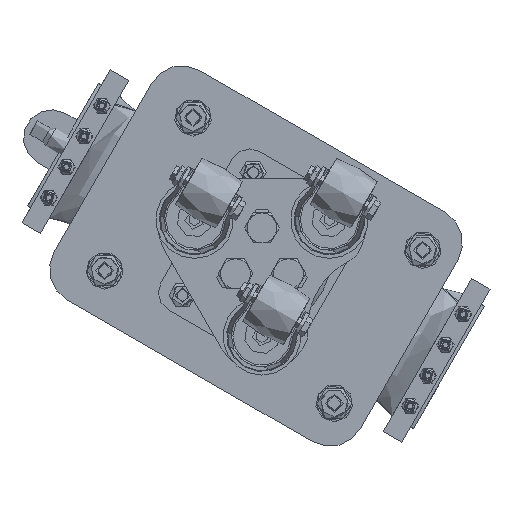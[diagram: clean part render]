
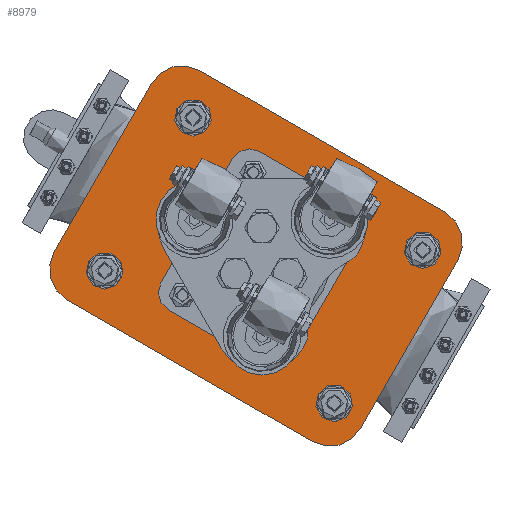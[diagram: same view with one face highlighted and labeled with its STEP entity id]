
A CAD part, front view. The second image highlights one B-rep face of the part: STEP entity #8979.
In plain terms, the highlighted face is planar.
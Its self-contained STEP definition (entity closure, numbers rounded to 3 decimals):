
#890=FACE_BOUND('',#2844,.T.);
#891=FACE_BOUND('',#2845,.T.);
#892=FACE_BOUND('',#2846,.T.);
#893=FACE_BOUND('',#2847,.T.);
#894=FACE_BOUND('',#2848,.T.);
#895=FACE_BOUND('',#2849,.T.);
#896=FACE_BOUND('',#2850,.T.);
#897=FACE_BOUND('',#2851,.T.);
#1356=CIRCLE('',#9893,5.5);
#1358=CIRCLE('',#9897,5.5);
#1360=CIRCLE('',#9901,5.5);
#1362=CIRCLE('',#9905,5.5);
#1363=CIRCLE('',#9907,20.);
#1364=CIRCLE('',#9910,20.);
#1365=CIRCLE('',#9911,20.);
#1366=CIRCLE('',#9912,20.);
#1367=CIRCLE('',#9913,10.5);
#1368=CIRCLE('',#9914,10.5);
#1369=CIRCLE('',#9915,10.5);
#1370=CIRCLE('',#9916,10.5);
#2059=FACE_OUTER_BOUND('',#2843,.T.);
#2843=EDGE_LOOP('',(#7365,#7366,#7367,#7368,#7369,#7370,#7371,#7372));
#2844=EDGE_LOOP('',(#7373));
#2845=EDGE_LOOP('',(#7374));
#2846=EDGE_LOOP('',(#7375));
#2847=EDGE_LOOP('',(#7376));
#2848=EDGE_LOOP('',(#7377));
#2849=EDGE_LOOP('',(#7378));
#2850=EDGE_LOOP('',(#7379));
#2851=EDGE_LOOP('',(#7380));
#3545=LINE('',#15076,#4003);
#3547=LINE('',#15080,#4005);
#3548=LINE('',#15084,#4006);
#3549=LINE('',#15088,#4007);
#4003=VECTOR('',#11941,110.);
#4005=VECTOR('',#11945,160.);
#4006=VECTOR('',#11948,110.);
#4007=VECTOR('',#11951,160.);
#4658=VERTEX_POINT('',#15048);
#4660=VERTEX_POINT('',#15054);
#4662=VERTEX_POINT('',#15060);
#4664=VERTEX_POINT('',#15066);
#4665=VERTEX_POINT('',#15069);
#4666=VERTEX_POINT('',#15071);
#4667=VERTEX_POINT('',#15075);
#4668=VERTEX_POINT('',#15079);
#4669=VERTEX_POINT('',#15081);
#4670=VERTEX_POINT('',#15083);
#4671=VERTEX_POINT('',#15085);
#4672=VERTEX_POINT('',#15087);
#4673=VERTEX_POINT('',#15090);
#4674=VERTEX_POINT('',#15092);
#4675=VERTEX_POINT('',#15094);
#4676=VERTEX_POINT('',#15096);
#5642=EDGE_CURVE('',#4658,#4658,#1356,.T.);
#5644=EDGE_CURVE('',#4660,#4660,#1358,.T.);
#5646=EDGE_CURVE('',#4662,#4662,#1360,.T.);
#5648=EDGE_CURVE('',#4664,#4664,#1362,.T.);
#5650=EDGE_CURVE('',#4665,#4666,#1363,.T.);
#5652=EDGE_CURVE('',#4666,#4667,#3545,.T.);
#5654=EDGE_CURVE('',#4668,#4665,#3547,.T.);
#5655=EDGE_CURVE('',#4669,#4668,#1364,.T.);
#5656=EDGE_CURVE('',#4670,#4669,#3548,.T.);
#5657=EDGE_CURVE('',#4671,#4670,#1365,.T.);
#5658=EDGE_CURVE('',#4672,#4671,#3549,.T.);
#5659=EDGE_CURVE('',#4667,#4672,#1366,.T.);
#5660=EDGE_CURVE('',#4673,#4673,#1367,.T.);
#5661=EDGE_CURVE('',#4674,#4674,#1368,.T.);
#5662=EDGE_CURVE('',#4675,#4675,#1369,.T.);
#5663=EDGE_CURVE('',#4676,#4676,#1370,.T.);
#7365=ORIENTED_EDGE('',*,*,#5650,.F.);
#7366=ORIENTED_EDGE('',*,*,#5654,.F.);
#7367=ORIENTED_EDGE('',*,*,#5655,.F.);
#7368=ORIENTED_EDGE('',*,*,#5656,.F.);
#7369=ORIENTED_EDGE('',*,*,#5657,.F.);
#7370=ORIENTED_EDGE('',*,*,#5658,.F.);
#7371=ORIENTED_EDGE('',*,*,#5659,.F.);
#7372=ORIENTED_EDGE('',*,*,#5652,.F.);
#7373=ORIENTED_EDGE('',*,*,#5644,.T.);
#7374=ORIENTED_EDGE('',*,*,#5642,.T.);
#7375=ORIENTED_EDGE('',*,*,#5648,.T.);
#7376=ORIENTED_EDGE('',*,*,#5646,.T.);
#7377=ORIENTED_EDGE('',*,*,#5660,.T.);
#7378=ORIENTED_EDGE('',*,*,#5661,.T.);
#7379=ORIENTED_EDGE('',*,*,#5662,.T.);
#7380=ORIENTED_EDGE('',*,*,#5663,.T.);
#8544=PLANE('',#9909);
#8979=ADVANCED_FACE('',(#2059,#890,#891,#892,#893,#894,#895,#896,#897),
#8544,.F.);
#9893=AXIS2_PLACEMENT_3D('',#15049,#11907,#11908);
#9897=AXIS2_PLACEMENT_3D('',#15055,#11915,#11916);
#9901=AXIS2_PLACEMENT_3D('',#15061,#11923,#11924);
#9905=AXIS2_PLACEMENT_3D('',#15067,#11931,#11932);
#9907=AXIS2_PLACEMENT_3D('',#15072,#11936,#11937);
#9909=AXIS2_PLACEMENT_3D('',#15078,#11943,#11944);
#9910=AXIS2_PLACEMENT_3D('',#15082,#11946,#11947);
#9911=AXIS2_PLACEMENT_3D('',#15086,#11949,#11950);
#9912=AXIS2_PLACEMENT_3D('',#15089,#11952,#11953);
#9913=AXIS2_PLACEMENT_3D('',#15091,#11954,#11955);
#9914=AXIS2_PLACEMENT_3D('',#15093,#11956,#11957);
#9915=AXIS2_PLACEMENT_3D('',#15095,#11958,#11959);
#9916=AXIS2_PLACEMENT_3D('',#15097,#11960,#11961);
#11907=DIRECTION('center_axis',(0.,0.,1.));
#11908=DIRECTION('ref_axis',(-1.,0.,0.));
#11915=DIRECTION('center_axis',(0.,0.,1.));
#11916=DIRECTION('ref_axis',(-1.,0.,0.));
#11923=DIRECTION('center_axis',(0.,0.,1.));
#11924=DIRECTION('ref_axis',(-1.,0.,0.));
#11931=DIRECTION('center_axis',(0.,0.,1.));
#11932=DIRECTION('ref_axis',(-1.,0.,0.));
#11936=DIRECTION('center_axis',(0.,0.,1.));
#11937=DIRECTION('ref_axis',(-0.707,0.707,0.));
#11941=DIRECTION('',(0.,-1.,0.));
#11943=DIRECTION('center_axis',(0.,0.,1.));
#11944=DIRECTION('ref_axis',(1.,0.,0.));
#11945=DIRECTION('',(-1.,0.,0.));
#11946=DIRECTION('center_axis',(0.,0.,1.));
#11947=DIRECTION('ref_axis',(0.707,0.707,0.));
#11948=DIRECTION('',(0.,1.,0.));
#11949=DIRECTION('center_axis',(0.,0.,1.));
#11950=DIRECTION('ref_axis',(0.707,-0.707,0.));
#11951=DIRECTION('',(1.,0.,0.));
#11952=DIRECTION('center_axis',(0.,0.,1.));
#11953=DIRECTION('ref_axis',(-0.707,-0.707,0.));
#11954=DIRECTION('center_axis',(0.,0.,1.));
#11955=DIRECTION('ref_axis',(-1.,0.,0.));
#11956=DIRECTION('center_axis',(0.,0.,1.));
#11957=DIRECTION('ref_axis',(-1.,0.,0.));
#11958=DIRECTION('center_axis',(0.,0.,1.));
#11959=DIRECTION('ref_axis',(-1.,0.,0.));
#11960=DIRECTION('center_axis',(0.,0.,1.));
#11961=DIRECTION('ref_axis',(-1.,0.,0.));
#15048=CARTESIAN_POINT('',(30.5,-40.,0.));
#15049=CARTESIAN_POINT('Origin',(25.,-40.,0.));
#15054=CARTESIAN_POINT('',(-27.5,-40.,0.));
#15055=CARTESIAN_POINT('Origin',(-33.,-40.,0.));
#15060=CARTESIAN_POINT('',(-27.5,40.,0.));
#15061=CARTESIAN_POINT('Origin',(-33.,40.,0.));
#15066=CARTESIAN_POINT('',(30.5,40.,0.));
#15067=CARTESIAN_POINT('Origin',(25.,40.,0.));
#15069=CARTESIAN_POINT('',(-80.,75.,0.));
#15071=CARTESIAN_POINT('',(-100.,55.,0.));
#15072=CARTESIAN_POINT('Origin',(-80.,55.,0.));
#15075=CARTESIAN_POINT('',(-100.,-55.,0.));
#15076=CARTESIAN_POINT('',(-100.,75.,0.));
#15078=CARTESIAN_POINT('Origin',(0.,0.,0.));
#15079=CARTESIAN_POINT('',(80.,75.,0.));
#15080=CARTESIAN_POINT('',(100.,75.,0.));
#15081=CARTESIAN_POINT('',(100.,55.,0.));
#15082=CARTESIAN_POINT('Origin',(80.,55.,0.));
#15083=CARTESIAN_POINT('',(100.,-55.,0.));
#15084=CARTESIAN_POINT('',(100.,-75.,0.));
#15085=CARTESIAN_POINT('',(80.,-75.,0.));
#15086=CARTESIAN_POINT('Origin',(80.,-55.,0.));
#15087=CARTESIAN_POINT('',(-80.,-75.,0.));
#15088=CARTESIAN_POINT('',(-100.,-75.,0.));
#15089=CARTESIAN_POINT('Origin',(-80.,-55.,0.));
#15090=CARTESIAN_POINT('',(-69.5,-50.,0.));
#15091=CARTESIAN_POINT('Origin',(-80.,-50.,0.));
#15092=CARTESIAN_POINT('',(80.5,-50.,0.));
#15093=CARTESIAN_POINT('Origin',(70.,-50.,0.));
#15094=CARTESIAN_POINT('',(80.5,50.,0.));
#15095=CARTESIAN_POINT('Origin',(70.,50.,0.));
#15096=CARTESIAN_POINT('',(-69.5,50.,0.));
#15097=CARTESIAN_POINT('Origin',(-80.,50.,0.));
